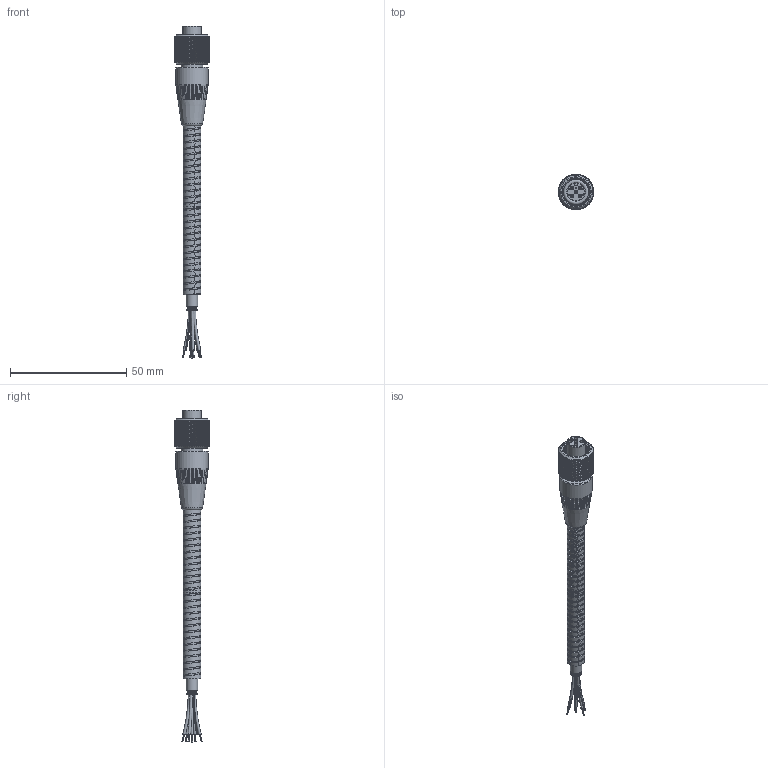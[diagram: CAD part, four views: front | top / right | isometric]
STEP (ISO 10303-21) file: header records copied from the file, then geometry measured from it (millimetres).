
FILE_DESCRIPTION(/* description */ (''),/* implementation_level */ '2;1');
FILE_NAME(/* name */ 'M4RTR4X.stp',/* time_stamp */ '2023-12-20T10:14:50-05:00',/* author */ ('cthayer'),/* organization */ (''),/* preprocessor_version */ 'ST-DEVELOPER v19',/* originating_system */ 'Autodesk Inventor 2023',/* authorisation */ '');
FILE_SCHEMA (('AUTOMOTIVE_DESIGN { 1 0 10303 214 3 1 1 }'));
Length unit declared in the file: inch
Products named in the file (9): M4TR4; CBP10593; CBP10591; CBP10629; MSP10137; CBP11089; CB629; CBP11164; CBP10517
Assembly tree (13 placements, depth 3):
  M4TR4
    CBP10593
    CBP10591
    CBP10629
    MSP10137
    CBP11089  x5
    CB629
      CBP11164
      CBP10517  x2
Bounding box: 15.24 x 15.24 x 142.78 mm (x, y, z)
Volume: 7059.9 mm3; surface area: 13848.6 mm2
Topology: 112 solids, 112 shells, 5803 faces, 14114 edges, 7899 vertices
Faces by surface type: bspline 3349, cylinder 1359, plane 769, torus 280, cone 46
Full cylindrical faces by diameter (mm): 0.102 x78, 0.737 x5, 1.054 x5, 1.067 x1, 1.13 x5, 1.438 x5, 1.689 x5, 1.765 x5, 1.803 x5, 2.121 x5, 3.327 x1, 3.835 x1, 4.826 x1, 5.537 x12, 6.096 x8, 6.223 x10, 7.01 x20, 7.137 x14, 7.696 x10, 9.423 x1, 9.677 x1, 10.795 x1, 10.922 x4, 11.974 x1, 12.119 x1, 12.265 x1, 12.41 x1, 12.555 x1, 12.7 x2, 12.845 x1
Entity records: 295657 total; most frequent: CARTESIAN_POINT 186947, ORIENTED_EDGE 27304, EDGE_CURVE 13652, DIRECTION 11705, B_SPLINE_CURVE_WITH_KNOTS 9393, VERTEX_POINT 7589, EDGE_LOOP 5812, STYLED_ITEM 5706
